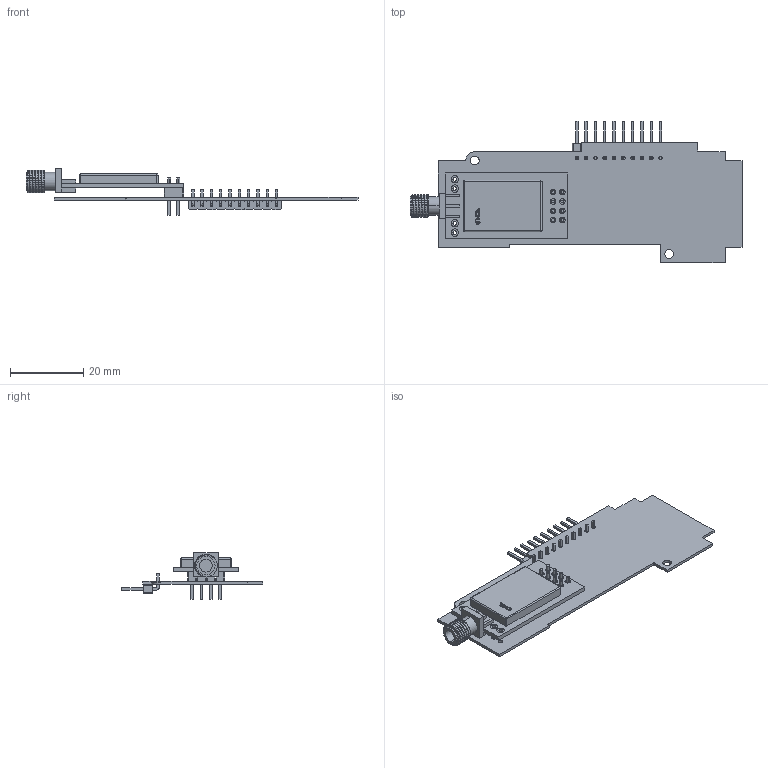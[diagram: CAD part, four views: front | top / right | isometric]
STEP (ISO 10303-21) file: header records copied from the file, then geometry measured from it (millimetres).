
FILE_DESCRIPTION(('KiCad electronic assembly'),'2;1');
FILE_NAME('REG1-App-GW-RF2G4_V00.01.step','2024-08-04T00:07:30',( 'Pcbnew'),('Kicad'),'Open CASCADE STEP processor 7.7', 'KiCad to STEP converter','Unknown');
FILE_SCHEMA(('AUTOMOTIVE_DESIGN { 1 0 10303 214 1 1 1 1 }'));
Length unit declared in the file: millimetre
Products named in the file (6): REG1-App-GW-RF2G4_V00.01 1; WIRELM-TH_E01-ML01DP5; COMPOUND; PinHeader_1x10_P2.54mm_Horizontal; SOLID; REG1-App-GW-RF2G4 PCB
Assembly tree (5 placements, depth 3):
  REG1-App-GW-RF2G4_V00.01 1
    WIRELM-TH_E01-ML01DP5
      COMPOUND
    PinHeader_1x10_P2.54mm_Horizontal
      SOLID
    REG1-App-GW-RF2G4 PCB
Bounding box: 90.67 x 38.64 x 12.8 mm (x, y, z)
Volume: 3806.3 mm3; surface area: 7638.1 mm2
Topology: 28 solids, 28 shells, 820 faces, 2108 edges, 1404 vertices
Faces by surface type: plane 627, bspline 101, cylinder 88, sphere 4
Full cylindrical faces by diameter (mm): 1 x10, 1.1 x2, 1.2 x12, 2.4 x2
Entity records: 60914 total; most frequent: CARTESIAN_POINT 14265, DIRECTION 7082, LINE 5147, VECTOR 5147, ORIENTED_EDGE 4208, PCURVE 4208, DEFINITIONAL_REPRESENTATION 4208, EDGE_CURVE 2104
